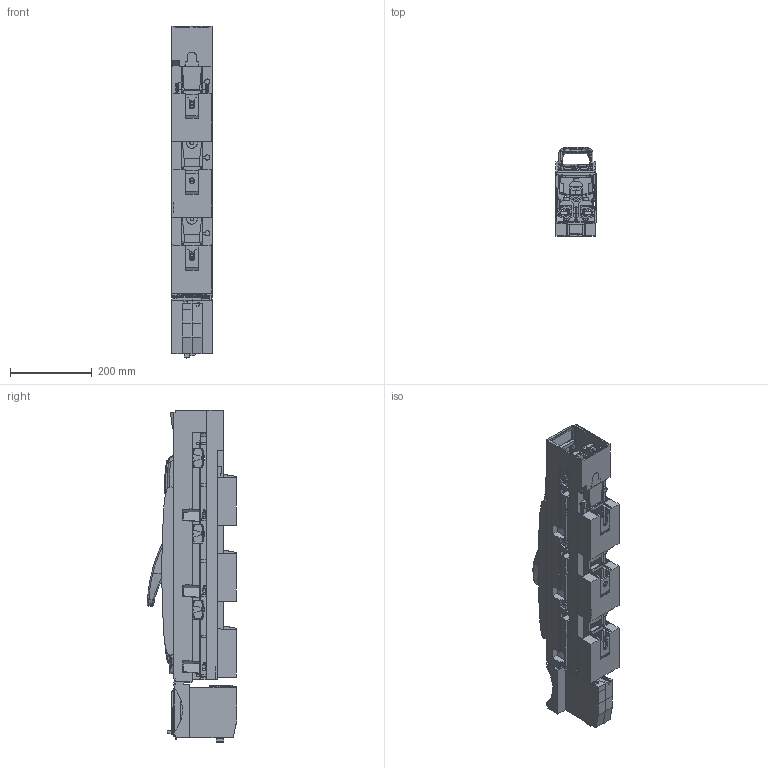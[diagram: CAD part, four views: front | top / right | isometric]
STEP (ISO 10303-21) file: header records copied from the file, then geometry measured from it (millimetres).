
FILE_DESCRIPTION((''),'2;1');
FILE_NAME('1SEP620179R0001_ASM','2023-03-26T13:00:24',('20724'),(''),'CREO PARAMETRIC BY PTC INC, 2016390','CREO PARAMETRIC BY PTC INC, 2016390','');
FILE_SCHEMA(('AUTOMOTIVE_DESIGN { 1 0 10303 214 1 1 1 1 }'));
Products named in the file (1): 1SEP620179R0001_ASM
Bounding box: 99.51 x 217.78 x 809.76 mm (x, y, z)
Surface area: 938385.4 mm2 (no closed solid volume)
Topology: 0 solids, 319 shells, 2968 faces, 12210 edges, 9474 vertices
Faces by surface type: plane 2009, cylinder 454, bspline 350, cone 77, torus 57, extrusion 21
Entity records: 283282 total; most frequent: CARTESIAN_POINT 152029, ORIENTED_EDGE 18593, DIRECTION 15221, EDGE_CURVE 12197, PRESENTATION_STYLE_ASSIGNMENT 11657, STYLED_ITEM 11196, CURVE_STYLE 10559, VERTEX_POINT 9474
